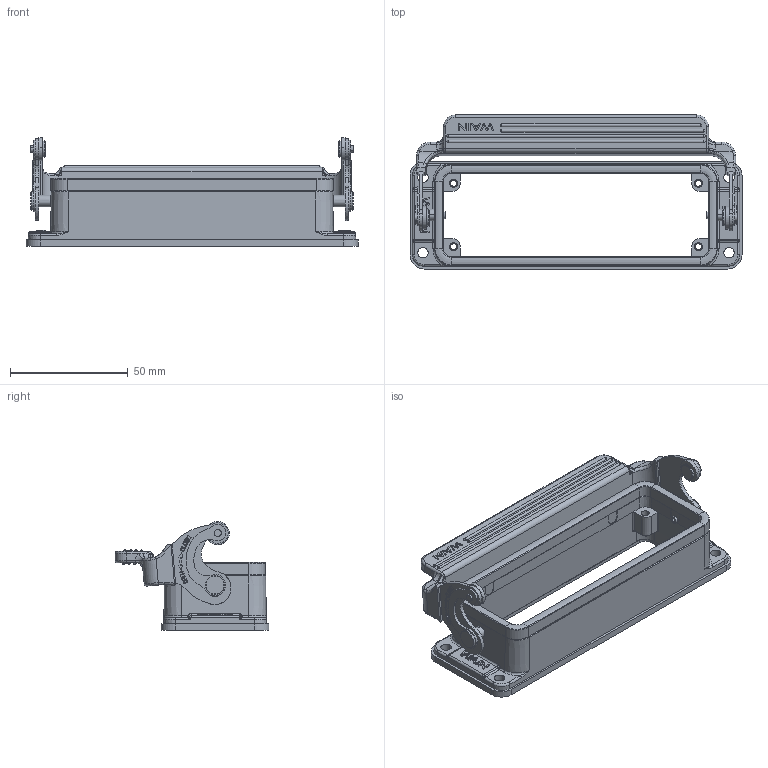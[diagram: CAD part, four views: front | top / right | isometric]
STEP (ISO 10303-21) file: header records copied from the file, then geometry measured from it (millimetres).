
FILE_DESCRIPTION(/* description */ (''),/* implementation_level */ '2;1');
FILE_NAME(/* name */ '3D_1240243211001_HV24B-BK-1L_SC_V1.1.stp',/* time_stamp */ '2024-01-16T15:18:22+08:00',/* author */ (''),/* organization */ (''),/* preprocessor_version */ 'ST-DEVELOPER v18.1',/* originating_system */ 'SIEMENS PLM Software NX 1980',/* authorisation */ '');
FILE_SCHEMA (('AUTOMOTIVE_DESIGN { 1 0 10303 214 3 1 1 1 }'));
Length unit declared in the file: inch
Products named in the file (3): 3D_1240243211001_HV24B-BK-1L_SC_V1.0_stp_inchObj; 3D_1240243211001_HV24B-BK-1L_SC_V1.0_stp_mmObj; 145904A8E045cf8o
Assembly tree (2 placements, depth 2):
  145904A8E045cf8o
    3D_1240243211001_HV24B-BK-1L_SC_V1.0_stp_mmObj
    3D_1240243211001_HV24B-BK-1L_SC_V1.0_stp_inchObj
Bounding box: 141 x 65.38 x 46.27 mm (x, y, z)
Volume: 59317.6 mm3; surface area: 41929.9 mm2
Topology: 7 solids, 31 shells, 1342 faces, 3602 edges, 2358 vertices
Faces by surface type: plane 585, cylinder 540, torus 80, cone 48, extrusion 37, bspline 30, sphere 22
Entity records: 45560 total; most frequent: CARTESIAN_POINT 13817, ORIENTED_EDGE 7082, DIRECTION 5718, EDGE_CURVE 3568, VERTEX_POINT 2358, AXIS2_PLACEMENT_3D 2106, VECTOR 1506, LINE 1469
